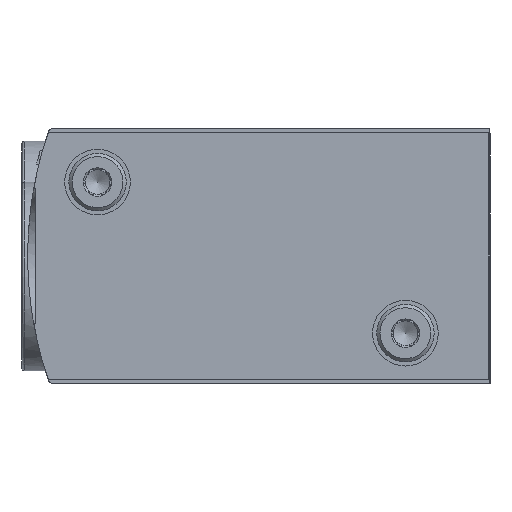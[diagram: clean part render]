
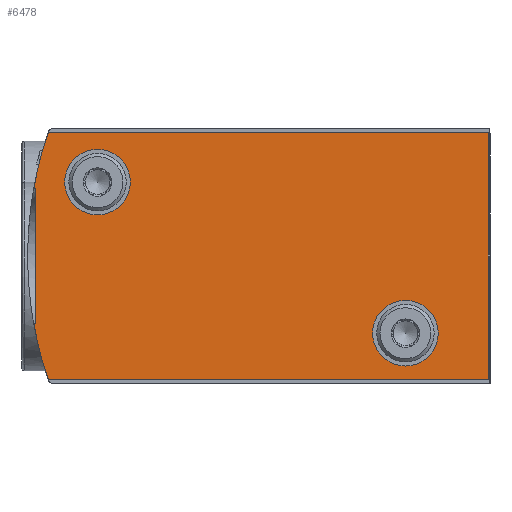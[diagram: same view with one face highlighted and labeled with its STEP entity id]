
A CAD part, left-side view. The second image highlights one B-rep face of the part: STEP entity #6478.
In plain terms, the highlighted planar face has unit normal (-1, 0, 0).
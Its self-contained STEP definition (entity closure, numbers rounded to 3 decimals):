
#792=LINE('',#10924,#1385);
#793=LINE('',#10926,#1386);
#794=LINE('',#10928,#1387);
#795=LINE('',#10931,#1388);
#796=LINE('',#10933,#1389);
#797=LINE('',#10935,#1390);
#1385=VECTOR('',#8919,1000.);
#1386=VECTOR('',#8920,1000.);
#1387=VECTOR('',#8921,1000.);
#1388=VECTOR('',#8924,1000.);
#1389=VECTOR('',#8925,1000.);
#1390=VECTOR('',#8926,1000.);
#3024=ORIENTED_EDGE('',*,*,#3996,.T.);
#3025=ORIENTED_EDGE('',*,*,#3997,.T.);
#3026=ORIENTED_EDGE('',*,*,#3998,.F.);
#3027=ORIENTED_EDGE('',*,*,#3999,.F.);
#3028=ORIENTED_EDGE('',*,*,#4000,.F.);
#3029=ORIENTED_EDGE('',*,*,#3993,.F.);
#3030=ORIENTED_EDGE('',*,*,#4001,.F.);
#3031=ORIENTED_EDGE('',*,*,#4002,.F.);
#3032=ORIENTED_EDGE('',*,*,#4003,.F.);
#3033=ORIENTED_EDGE('',*,*,#4004,.F.);
#3034=ORIENTED_EDGE('',*,*,#4005,.F.);
#3035=ORIENTED_EDGE('',*,*,#3989,.F.);
#3989=EDGE_CURVE('',#4633,#4635,#4922,.T.);
#3993=EDGE_CURVE('',#4638,#4639,#4924,.T.);
#3996=EDGE_CURVE('',#4641,#4641,#4925,.T.);
#3997=EDGE_CURVE('',#4642,#4642,#4926,.T.);
#3998=EDGE_CURVE('',#4643,#4633,#792,.T.);
#3999=EDGE_CURVE('',#4644,#4643,#793,.T.);
#4000=EDGE_CURVE('',#4639,#4644,#794,.T.);
#4001=EDGE_CURVE('',#4645,#4638,#4927,.T.);
#4002=EDGE_CURVE('',#4646,#4645,#795,.T.);
#4003=EDGE_CURVE('',#4647,#4646,#796,.T.);
#4004=EDGE_CURVE('',#4648,#4647,#797,.T.);
#4005=EDGE_CURVE('',#4635,#4648,#4928,.T.);
#4633=VERTEX_POINT('',#10895);
#4635=VERTEX_POINT('',#10898);
#4638=VERTEX_POINT('',#10904);
#4639=VERTEX_POINT('',#10906);
#4641=VERTEX_POINT('',#10921);
#4642=VERTEX_POINT('',#10923);
#4643=VERTEX_POINT('',#10925);
#4644=VERTEX_POINT('',#10927);
#4645=VERTEX_POINT('',#10930);
#4646=VERTEX_POINT('',#10932);
#4647=VERTEX_POINT('',#10934);
#4648=VERTEX_POINT('',#10936);
#4922=CIRCLE('',#7128,46.5);
#4924=CIRCLE('',#7130,46.5);
#4925=CIRCLE('',#7132,4.);
#4926=CIRCLE('',#7133,4.);
#4927=CIRCLE('',#7134,0.2);
#4928=CIRCLE('',#7135,0.2);
#5368=EDGE_LOOP('',(#3024));
#5369=EDGE_LOOP('',(#3025));
#5370=EDGE_LOOP('',(#3026,#3027,#3028,#3029,#3030,#3031,#3032,#3033,#3034,
#3035));
#5854=FACE_BOUND('',#5368,.T.);
#5855=FACE_BOUND('',#5369,.T.);
#5856=FACE_BOUND('',#5370,.T.);
#6129=PLANE('',#7131);
#6478=ADVANCED_FACE('',(#5854,#5855,#5856),#6129,.F.);
#7128=AXIS2_PLACEMENT_3D('',#10897,#8904,#8905);
#7130=AXIS2_PLACEMENT_3D('',#10905,#8910,#8911);
#7131=AXIS2_PLACEMENT_3D('',#10919,#8913,#8914);
#7132=AXIS2_PLACEMENT_3D('',#10920,#8915,#8916);
#7133=AXIS2_PLACEMENT_3D('',#10922,#8917,#8918);
#7134=AXIS2_PLACEMENT_3D('',#10929,#8922,#8923);
#7135=AXIS2_PLACEMENT_3D('',#10937,#8927,#8928);
#8904=DIRECTION('',(1.,0.,0.));
#8905=DIRECTION('',(0.,0.,-1.));
#8910=DIRECTION('',(1.,0.,0.));
#8911=DIRECTION('',(0.,0.,-1.));
#8913=DIRECTION('',(1.,0.,0.));
#8914=DIRECTION('',(0.,0.,-1.));
#8915=DIRECTION('',(1.,0.,0.));
#8916=DIRECTION('',(0.,0.,-1.));
#8917=DIRECTION('',(1.,0.,0.));
#8918=DIRECTION('',(0.,0.,-1.));
#8919=DIRECTION('',(0.,1.,0.));
#8920=DIRECTION('',(0.,0.,1.));
#8921=DIRECTION('',(0.,-1.,0.));
#8922=DIRECTION('',(1.,0.,0.));
#8923=DIRECTION('',(0.,0.,-1.));
#8924=DIRECTION('',(0.,1.,0.));
#8925=DIRECTION('',(0.,0.,-1.));
#8926=DIRECTION('',(0.,-1.,0.));
#8927=DIRECTION('',(1.,0.,0.));
#8928=DIRECTION('',(0.,0.,-1.));
#10895=CARTESIAN_POINT('',(0.,55.562,8.25));
#10897=CARTESIAN_POINT('',(0.,9.8,0.));
#10898=CARTESIAN_POINT('',(0.,53.86,14.864));
#10904=CARTESIAN_POINT('',(0.,53.86,-14.864));
#10905=CARTESIAN_POINT('',(0.,9.8,0.));
#10906=CARTESIAN_POINT('',(0.,55.562,-8.25));
#10919=CARTESIAN_POINT('',(0.,53.671,14.8));
#10920=CARTESIAN_POINT('',(0.,10.3,-9.4));
#10921=CARTESIAN_POINT('',(0.,10.3,-13.4));
#10922=CARTESIAN_POINT('',(0.,47.8,9.));
#10923=CARTESIAN_POINT('',(0.,47.8,5.));
#10924=CARTESIAN_POINT('',(0.,53.671,8.25));
#10925=CARTESIAN_POINT('',(0.,55.3,8.25));
#10926=CARTESIAN_POINT('',(0.,55.3,14.8));
#10927=CARTESIAN_POINT('',(0.,55.3,-8.25));
#10928=CARTESIAN_POINT('',(0.,53.671,-8.25));
#10929=CARTESIAN_POINT('',(0.,53.671,-14.8));
#10930=CARTESIAN_POINT('',(0.,53.671,-15.));
#10931=CARTESIAN_POINT('',(0.,0.2,-15.));
#10932=CARTESIAN_POINT('',(0.,0.2,-15.));
#10933=CARTESIAN_POINT('',(0.,0.2,15.));
#10934=CARTESIAN_POINT('',(0.,0.2,15.));
#10935=CARTESIAN_POINT('',(0.,53.671,15.));
#10936=CARTESIAN_POINT('',(0.,53.671,15.));
#10937=CARTESIAN_POINT('',(0.,53.671,14.8));
